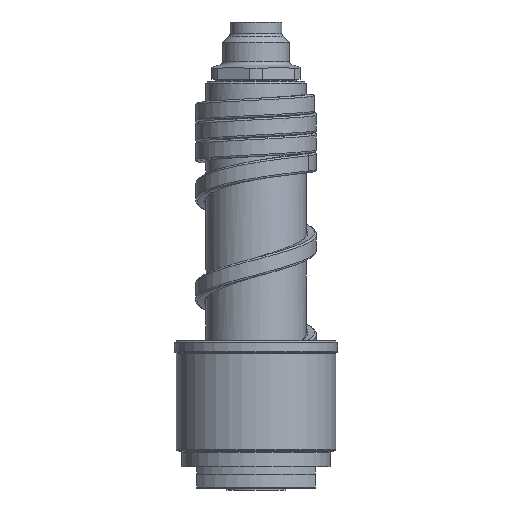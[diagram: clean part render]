
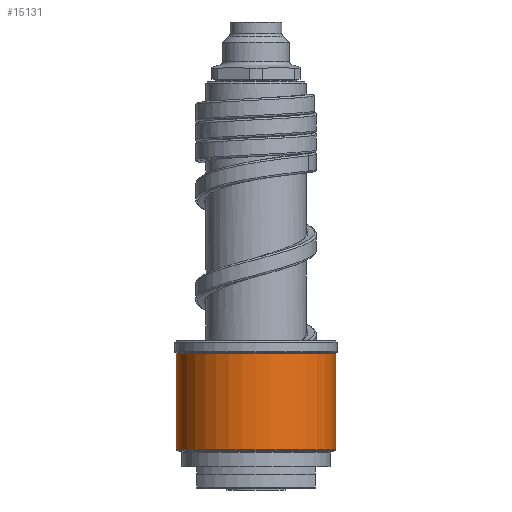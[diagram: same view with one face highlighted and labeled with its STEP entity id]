
A CAD part, front view. The second image highlights one B-rep face of the part: STEP entity #15131.
In plain terms, the highlighted cylindrical face has radius 21.5 mm (diameter 43 mm), a partial arc.
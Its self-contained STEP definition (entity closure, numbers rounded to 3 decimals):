
#5681=CARTESIAN_POINT('',(0.,0.,10.583));
#5682=DIRECTION('',(0.,0.,1.));
#5683=DIRECTION('',(-1.,0.,0.));
#5684=AXIS2_PLACEMENT_3D('',#5681,#5682,#5683);
#5686=DIRECTION('',(0.,0.,-1.));
#5687=VECTOR('',#5686,25.834);
#5688=CARTESIAN_POINT('',(-21.5,0.,36.417));
#5689=LINE('',#5688,#5687);
#5690=CARTESIAN_POINT('',(0.,0.,36.417));
#5691=DIRECTION('',(0.,0.,1.));
#5692=DIRECTION('',(-1.,0.,0.));
#5693=AXIS2_PLACEMENT_3D('',#5690,#5691,#5692);
#5695=DIRECTION('',(0.,0.,-1.));
#5696=VECTOR('',#5695,25.834);
#5697=CARTESIAN_POINT('',(21.5,0.,36.417));
#5698=LINE('',#5697,#5696);
#6027=CARTESIAN_POINT('',(21.5,0.,36.417));
#6028=CARTESIAN_POINT('',(-21.5,0.,36.417));
#6029=VERTEX_POINT('',#6027);
#6030=VERTEX_POINT('',#6028);
#6053=CARTESIAN_POINT('',(21.5,0.,10.583));
#6054=VERTEX_POINT('',#6053);
#6055=CARTESIAN_POINT('',(-21.5,0.,10.583));
#6056=VERTEX_POINT('',#6055);
#15119=CARTESIAN_POINT('',(0.,0.,8.5));
#15120=DIRECTION('',(0.,0.,1.));
#15121=DIRECTION('',(-1.,0.,0.));
#15122=AXIS2_PLACEMENT_3D('',#15119,#15120,#15121);
#15123=CYLINDRICAL_SURFACE('',#15122,21.5);
#15124=ORIENTED_EDGE('',*,*,#13354,.F.);
#15125=ORIENTED_EDGE('',*,*,#13335,.F.);
#15127=ORIENTED_EDGE('',*,*,#15126,.T.);
#15128=ORIENTED_EDGE('',*,*,#13331,.T.);
#15129=EDGE_LOOP('',(#15124,#15125,#15127,#15128));
#15130=FACE_OUTER_BOUND('',#15129,.F.);
#5685=CIRCLE('',#5684,21.5);
#5694=CIRCLE('',#5693,21.5);
#13331=EDGE_CURVE('',#6029,#6054,#5698,.T.);
#13335=EDGE_CURVE('',#6030,#6056,#5689,.T.);
#13354=EDGE_CURVE('',#6056,#6054,#5685,.T.);
#15126=EDGE_CURVE('',#6030,#6029,#5694,.T.);
#15131=ADVANCED_FACE('',(#15130),#15123,.T.);
